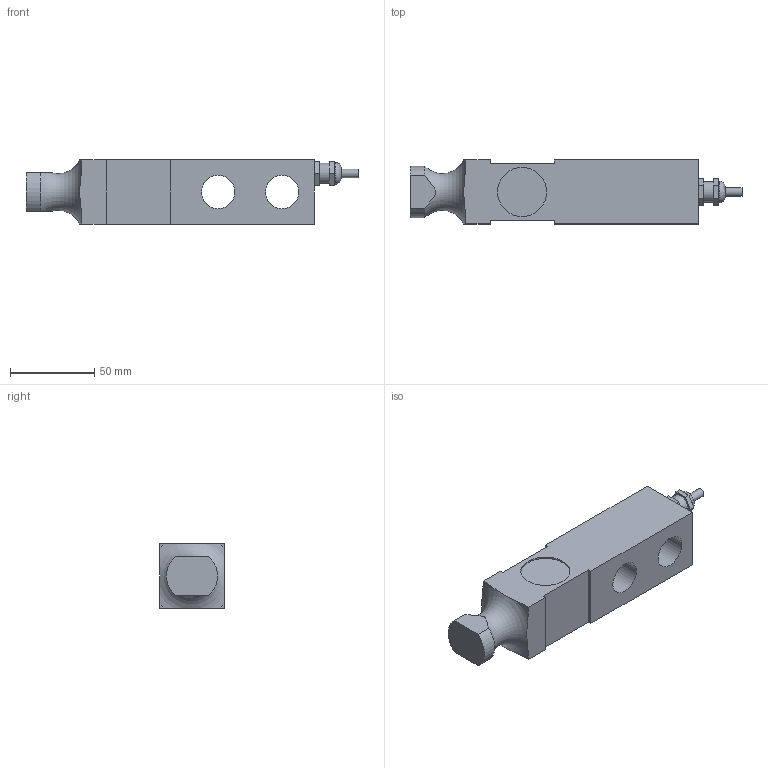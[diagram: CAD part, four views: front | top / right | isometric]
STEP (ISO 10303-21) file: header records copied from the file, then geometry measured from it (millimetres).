
FILE_DESCRIPTION(/* description */ (''),/* implementation_level */ '2;1');
FILE_NAME(/* name */ '563YHRT-(5-10)klb v2.step',/* time_stamp */ '2020-02-06T14:14:13-08:00',/* author */ (''),/* organization */ (''),/* preprocessor_version */ 'ST-DEVELOPER v18',/* originating_system */ 'Autodesk Translation Framework v8.12.0.6',/* authorisation */ '');
FILE_SCHEMA (('AUTOMOTIVE_DESIGN { 1 0 10303 214 3 1 1 }'));
Length unit declared in the file: inch
Products named in the file (2): 563YHRT-(5-10)klb; Connector
Assembly tree (1 placements, depth 2):
  563YHRT-(5-10)klb
    Connector
Bounding box: 197.48 x 38.1 x 38.1 mm (x, y, z)
Volume: 191071.5 mm3; surface area: 31913.3 mm2
Topology: 2 solids, 2 shells, 55 faces, 132 edges, 88 vertices
Faces by surface type: plane 41, cylinder 11, bspline 1, torus 1, cone 1
Full cylindrical faces by diameter (mm): 5.1 x1, 10 x1, 12 x2, 13 x1, 19.812 x2, 29.21 x2
Entity records: 1791 total; most frequent: CARTESIAN_POINT 432, DIRECTION 268, ORIENTED_EDGE 262, EDGE_CURVE 131, LINE 92, VECTOR 92, VERTEX_POINT 88, AXIS2_PLACEMENT_3D 88
